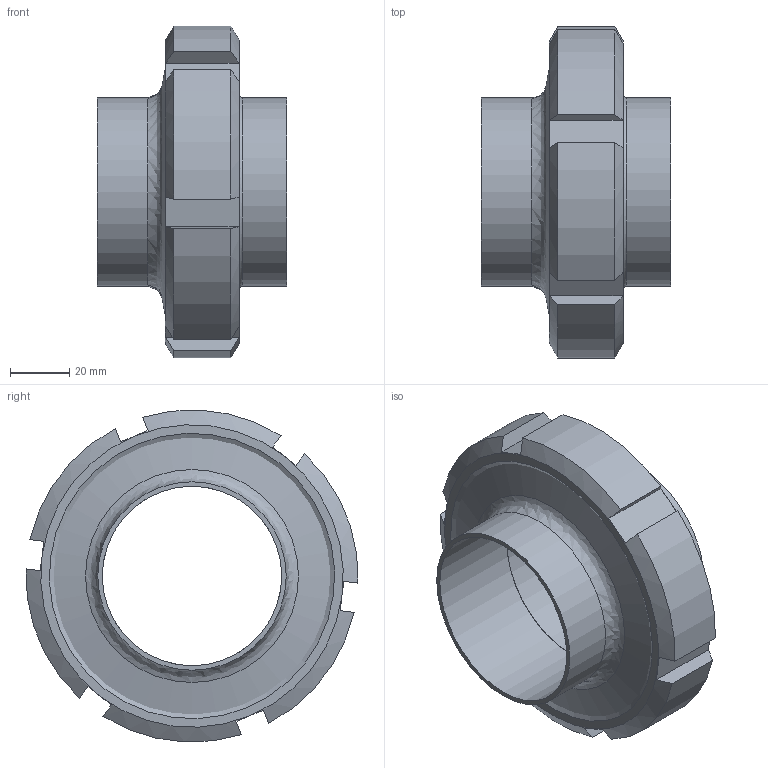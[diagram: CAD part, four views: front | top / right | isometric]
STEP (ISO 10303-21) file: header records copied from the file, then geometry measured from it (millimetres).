
FILE_DESCRIPTION((''),'2;1');
FILE_NAME('11203212x200.stp','2010-08-03T11:51:26',('thilbrands'),(''),'Autodesk Inventor 2008','Autodesk Inventor 2008','');
FILE_SCHEMA(('AUTOMOTIVE_DESIGN { 1 0 10303 214 1 1 1 1 }'));
Length unit declared in the file: millimetre
Products named in the file (4): 11203100x200; ENG-009354-2,5; 114011001-2,5(_DQ); 110000106-DN65
Assembly tree (3 placements, depth 2):
  11203100x200
    ENG-009354-2,5
    114011001-2,5(_DQ)
    110000106-DN65
Bounding box: 64 x 111.9 x 111.88 mm (x, y, z)
Volume: 171313.3 mm3; surface area: 70034.5 mm2
Topology: 3 solids, 3 shells, 67 faces, 146 edges, 90 vertices
Faces by surface type: plane 29, cone 19, cylinder 17, bspline 2
Full cylindrical faces by diameter (mm): 60.5 x2, 63.5 x2, 71 x1, 79 x1, 80 x1, 80.8 x1, 91.19 x1, 95 x1, 95.4 x1
Entity records: 1874 total; most frequent: CARTESIAN_POINT 474, DIRECTION 276, ORIENTED_EDGE 252, AXIS2_PLACEMENT_3D 126, EDGE_CURVE 126, EDGE_LOOP 98, VERTEX_POINT 90, FACE_OUTER_BOUND 67
